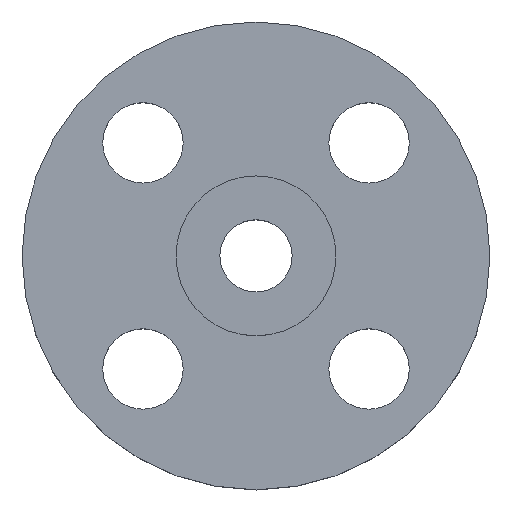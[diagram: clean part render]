
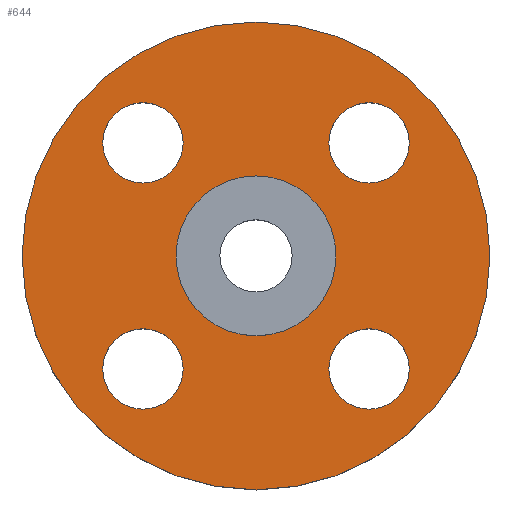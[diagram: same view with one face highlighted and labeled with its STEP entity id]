
A CAD part, top view. The second image highlights one B-rep face of the part: STEP entity #644.
In plain terms, the highlighted planar face has unit normal (0, 0, 1).
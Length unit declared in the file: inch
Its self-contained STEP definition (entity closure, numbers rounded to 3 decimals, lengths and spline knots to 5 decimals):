
#4 = DIRECTION ( 'NONE',  ( 0., 0., 1. ) ) ;
#7 = CIRCLE ( 'NONE', #596, 0.44 ) ;
#11 = ORIENTED_EDGE ( 'NONE', *, *, #723, .T. ) ;
#14 = EDGE_CURVE ( 'NONE', #42, #433, #173, .T. ) ;
#24 = AXIS2_PLACEMENT_3D ( 'NONE', #310, #548, #484 ) ;
#27 = DIRECTION ( 'NONE',  ( 1., 0., 0. ) ) ;
#42 = VERTEX_POINT ( 'NONE', #360 ) ;
#79 = AXIS2_PLACEMENT_3D ( 'NONE', #588, #598, #705 ) ;
#85 = CARTESIAN_POINT ( 'NONE',  ( 0., 0., -0.25 ) ) ;
#94 = DIRECTION ( 'NONE',  ( 1., 0., 0. ) ) ;
#99 = EDGE_CURVE ( 'NONE', #622, #297, #188, .T. ) ;
#107 = DIRECTION ( 'NONE',  ( 0., 0., 1. ) ) ;
#108 = CARTESIAN_POINT ( 'NONE',  ( 1.23744, -1.67744, -0.25 ) ) ;
#113 = DIRECTION ( 'NONE',  ( 0., 0., 1. ) ) ;
#115 = AXIS2_PLACEMENT_3D ( 'NONE', #499, #502, #700 ) ;
#117 = DIRECTION ( 'NONE',  ( -1., 0., 0. ) ) ;
#119 = EDGE_CURVE ( 'NONE', #138, #342, #7, .T. ) ;
#125 = AXIS2_PLACEMENT_3D ( 'NONE', #406, #107, #525 ) ;
#136 = FACE_BOUND ( 'NONE', #329, .T. ) ;
#138 = VERTEX_POINT ( 'NONE', #603 ) ;
#146 = AXIS2_PLACEMENT_3D ( 'NONE', #179, #113, #732 ) ;
#151 = ORIENTED_EDGE ( 'NONE', *, *, #618, .T. ) ;
#161 = CARTESIAN_POINT ( 'NONE',  ( -1.23744, 0.79744, -0.25 ) ) ;
#163 = AXIS2_PLACEMENT_3D ( 'NONE', #255, #4, #678 ) ;
#168 = DIRECTION ( 'NONE',  ( 0., 0., 1. ) ) ;
#169 = ORIENTED_EDGE ( 'NONE', *, *, #99, .F. ) ;
#171 = CIRCLE ( 'NONE', #336, 0.875 ) ;
#172 = CARTESIAN_POINT ( 'NONE',  ( -1.67744, -1.23744, -0.25 ) ) ;
#173 = CIRCLE ( 'NONE', #624, 0.44 ) ;
#177 = CIRCLE ( 'NONE', #163, 2.56 ) ;
#179 = CARTESIAN_POINT ( 'NONE',  ( 1.23744, 1.23744, -0.25 ) ) ;
#188 = CIRCLE ( 'NONE', #146, 0.44 ) ;
#199 = CARTESIAN_POINT ( 'NONE',  ( 1.23744, -1.23744, -0.25 ) ) ;
#219 = EDGE_CURVE ( 'NONE', #272, #728, #621, .T. ) ;
#228 = DIRECTION ( 'NONE',  ( 1., 0., 0. ) ) ;
#234 = CARTESIAN_POINT ( 'NONE',  ( -2.56, 0., -0.25 ) ) ;
#235 = EDGE_CURVE ( 'NONE', #297, #622, #782, .T. ) ;
#242 = EDGE_LOOP ( 'NONE', ( #293, #693 ) ) ;
#255 = CARTESIAN_POINT ( 'NONE',  ( 0., 0., -0.25 ) ) ;
#256 = AXIS2_PLACEMENT_3D ( 'NONE', #199, #437, #683 ) ;
#262 = AXIS2_PLACEMENT_3D ( 'NONE', #85, #679, #27 ) ;
#267 = DIRECTION ( 'NONE',  ( 0., 0., 1. ) ) ;
#272 = VERTEX_POINT ( 'NONE', #696 ) ;
#273 = FACE_BOUND ( 'NONE', #711, .T. ) ;
#293 = ORIENTED_EDGE ( 'NONE', *, *, #740, .F. ) ;
#297 = VERTEX_POINT ( 'NONE', #757 ) ;
#300 = ORIENTED_EDGE ( 'NONE', *, *, #219, .T. ) ;
#301 = CIRCLE ( 'NONE', #256, 0.44 ) ;
#308 = ORIENTED_EDGE ( 'NONE', *, *, #544, .F. ) ;
#310 = CARTESIAN_POINT ( 'NONE',  ( -1.23744, -1.23744, -0.25 ) ) ;
#314 = CARTESIAN_POINT ( 'NONE',  ( 1.67744, 1.23744, -0.25 ) ) ;
#316 = CIRCLE ( 'NONE', #125, 0.44 ) ;
#326 = PLANE ( 'NONE',  #115 ) ;
#329 = EDGE_LOOP ( 'NONE', ( #169, #586 ) ) ;
#336 = AXIS2_PLACEMENT_3D ( 'NONE', #602, #583, #228 ) ;
#342 = VERTEX_POINT ( 'NONE', #161 ) ;
#355 = EDGE_CURVE ( 'NONE', #342, #138, #423, .T. ) ;
#360 = CARTESIAN_POINT ( 'NONE',  ( -0.79744, -1.23744, -0.25 ) ) ;
#369 = ORIENTED_EDGE ( 'NONE', *, *, #119, .F. ) ;
#377 = FACE_OUTER_BOUND ( 'NONE', #556, .T. ) ;
#379 = AXIS2_PLACEMENT_3D ( 'NONE', #631, #645, #94 ) ;
#383 = VERTEX_POINT ( 'NONE', #719 ) ;
#393 = ORIENTED_EDGE ( 'NONE', *, *, #14, .F. ) ;
#395 = CARTESIAN_POINT ( 'NONE',  ( 1.23744, 1.23744, -0.25 ) ) ;
#396 = ORIENTED_EDGE ( 'NONE', *, *, #355, .F. ) ;
#406 = CARTESIAN_POINT ( 'NONE',  ( 1.23744, -1.23744, -0.25 ) ) ;
#412 = DIRECTION ( 'NONE',  ( 0., 1., 0. ) ) ;
#420 = VERTEX_POINT ( 'NONE', #108 ) ;
#423 = CIRCLE ( 'NONE', #79, 0.44 ) ;
#433 = VERTEX_POINT ( 'NONE', #172 ) ;
#437 = DIRECTION ( 'NONE',  ( 0., 0., 1. ) ) ;
#446 = VERTEX_POINT ( 'NONE', #234 ) ;
#452 = FACE_BOUND ( 'NONE', #242, .T. ) ;
#461 = EDGE_CURVE ( 'NONE', #728, #272, #171, .T. ) ;
#472 = CARTESIAN_POINT ( 'NONE',  ( -1.23744, 1.23744, -0.25 ) ) ;
#484 = DIRECTION ( 'NONE',  ( -1., 0., 0. ) ) ;
#493 = CIRCLE ( 'NONE', #379, 2.56 ) ;
#499 = CARTESIAN_POINT ( 'NONE',  ( 0., 0., -0.25 ) ) ;
#502 = DIRECTION ( 'NONE',  ( 0., 0., 1. ) ) ;
#511 = FACE_BOUND ( 'NONE', #604, .T. ) ;
#525 = DIRECTION ( 'NONE',  ( 0., -1., 0. ) ) ;
#544 = EDGE_CURVE ( 'NONE', #433, #42, #786, .T. ) ;
#548 = DIRECTION ( 'NONE',  ( 0., 0., 1. ) ) ;
#556 = EDGE_LOOP ( 'NONE', ( #11, #151 ) ) ;
#563 = CARTESIAN_POINT ( 'NONE',  ( 1.23744, -0.79744, -0.25 ) ) ;
#583 = DIRECTION ( 'NONE',  ( 0., 0., -1. ) ) ;
#586 = ORIENTED_EDGE ( 'NONE', *, *, #235, .F. ) ;
#588 = CARTESIAN_POINT ( 'NONE',  ( -1.23744, 1.23744, -0.25 ) ) ;
#595 = CARTESIAN_POINT ( 'NONE',  ( -1.23744, -1.23744, -0.25 ) ) ;
#596 = AXIS2_PLACEMENT_3D ( 'NONE', #472, #168, #412 ) ;
#598 = DIRECTION ( 'NONE',  ( 0., 0., 1. ) ) ;
#602 = CARTESIAN_POINT ( 'NONE',  ( 0., 0., -0.25 ) ) ;
#603 = CARTESIAN_POINT ( 'NONE',  ( -1.23744, 1.67744, -0.25 ) ) ;
#604 = EDGE_LOOP ( 'NONE', ( #308, #393 ) ) ;
#617 = DIRECTION ( 'NONE',  ( 1., 0., 0. ) ) ;
#618 = EDGE_CURVE ( 'NONE', #446, #383, #177, .T. ) ;
#621 = CIRCLE ( 'NONE', #262, 0.875 ) ;
#622 = VERTEX_POINT ( 'NONE', #314 ) ;
#624 = AXIS2_PLACEMENT_3D ( 'NONE', #595, #724, #117 ) ;
#631 = CARTESIAN_POINT ( 'NONE',  ( 0., 0., -0.25 ) ) ;
#637 = ORIENTED_EDGE ( 'NONE', *, *, #461, .T. ) ;
#644 = ADVANCED_FACE ( 'NONE', ( #452, #511, #751, #136, #273, #377 ), #326, .T. ) ;
#645 = DIRECTION ( 'NONE',  ( 0., 0., 1. ) ) ;
#678 = DIRECTION ( 'NONE',  ( 1., 0., 0. ) ) ;
#679 = DIRECTION ( 'NONE',  ( 0., 0., -1. ) ) ;
#683 = DIRECTION ( 'NONE',  ( 0., -1., 0. ) ) ;
#693 = ORIENTED_EDGE ( 'NONE', *, *, #779, .F. ) ;
#696 = CARTESIAN_POINT ( 'NONE',  ( 0.875, 0., -0.25 ) ) ;
#700 = DIRECTION ( 'NONE',  ( 1., 0., 0. ) ) ;
#703 = VERTEX_POINT ( 'NONE', #563 ) ;
#705 = DIRECTION ( 'NONE',  ( 0., 1., 0. ) ) ;
#708 = AXIS2_PLACEMENT_3D ( 'NONE', #395, #267, #617 ) ;
#711 = EDGE_LOOP ( 'NONE', ( #300, #637 ) ) ;
#719 = CARTESIAN_POINT ( 'NONE',  ( 2.56, 0., -0.25 ) ) ;
#723 = EDGE_CURVE ( 'NONE', #383, #446, #493, .T. ) ;
#724 = DIRECTION ( 'NONE',  ( 0., 0., 1. ) ) ;
#728 = VERTEX_POINT ( 'NONE', #742 ) ;
#730 = EDGE_LOOP ( 'NONE', ( #369, #396 ) ) ;
#732 = DIRECTION ( 'NONE',  ( 1., 0., 0. ) ) ;
#740 = EDGE_CURVE ( 'NONE', #420, #703, #301, .T. ) ;
#742 = CARTESIAN_POINT ( 'NONE',  ( -0.875, 0., -0.25 ) ) ;
#751 = FACE_BOUND ( 'NONE', #730, .T. ) ;
#757 = CARTESIAN_POINT ( 'NONE',  ( 0.79744, 1.23744, -0.25 ) ) ;
#779 = EDGE_CURVE ( 'NONE', #703, #420, #316, .T. ) ;
#782 = CIRCLE ( 'NONE', #708, 0.44 ) ;
#786 = CIRCLE ( 'NONE', #24, 0.44 ) ;
